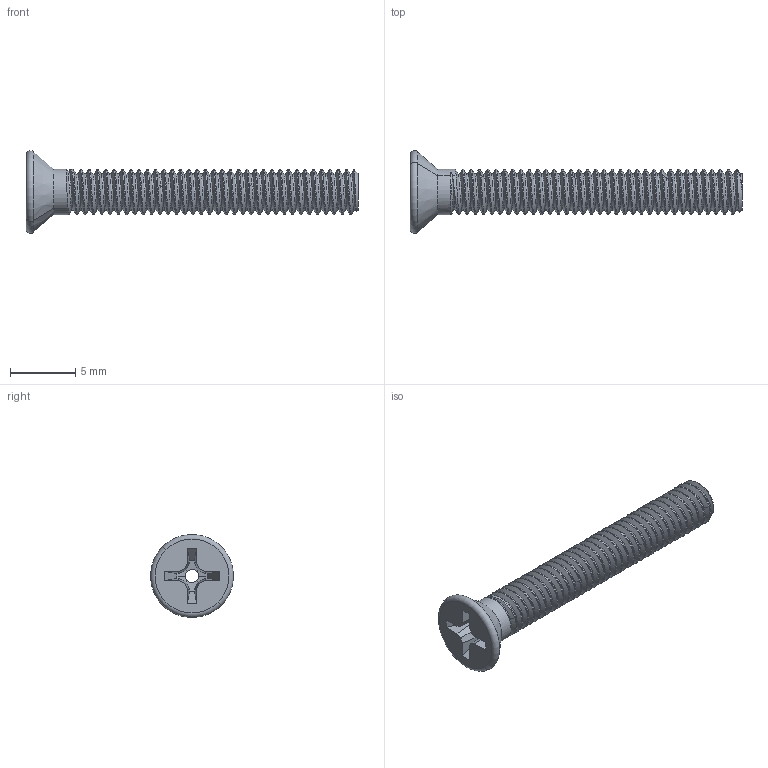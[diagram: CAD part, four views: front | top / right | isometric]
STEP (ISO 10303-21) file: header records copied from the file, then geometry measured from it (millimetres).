
FILE_DESCRIPTION((''),'2;1');
FILE_NAME('001_FLAT_HEAD_INCH_ASM','2023-11-14T',('SYSTEM'),(''),'PRO/ENGINEER BY PARAMETRIC TECHNOLOGY CORPORATION, 2016360','PRO/ENGINEER BY PARAMETRIC TECHNOLOGY CORPORATION, 2016360','');
FILE_SCHEMA(('AUTOMOTIVE_DESIGN { 1 0 10303 214 1 1 1 1 }'));
Length unit declared in the file: inch
Products named in the file (2): F-F138; 001_FLAT_HEAD_INCH_ASM
Assembly tree (1 placements, depth 2):
  001_FLAT_HEAD_INCH_ASM
    F-F138
Bounding box: 25.4 x 6.32 x 6.32 mm (x, y, z)
Volume: 199.1 mm3; surface area: 546.4 mm2
Topology: 1 solids, 1 shells, 135 faces, 375 edges, 242 vertices
Faces by surface type: cylinder 72, bspline 41, plane 14, cone 6, torus 2
Entity records: 27892 total; most frequent: CARTESIAN_POINT 24772, ORIENTED_EDGE 750, EDGE_CURVE 375, DIRECTION 367, VERTEX_POINT 242, B_SPLINE_CURVE_WITH_KNOTS 220, VECTOR 137, LINE 137
